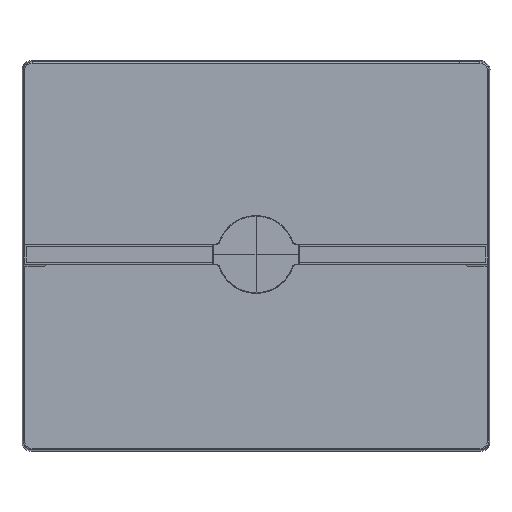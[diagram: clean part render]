
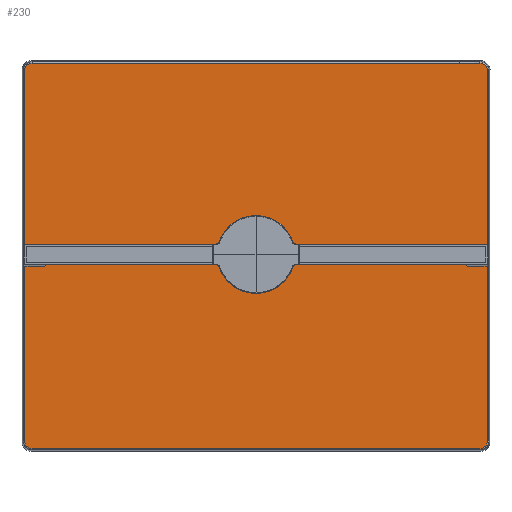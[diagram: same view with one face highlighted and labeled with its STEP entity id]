
A CAD part, top view. The second image highlights one B-rep face of the part: STEP entity #230.
In plain terms, the highlighted planar face has unit normal (0, 0, 1).
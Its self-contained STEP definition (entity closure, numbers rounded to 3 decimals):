
#230=ADVANCED_FACE('',(#470),#3479,.T.);
#470=FACE_OUTER_BOUND('',#724,.T.);
#724=EDGE_LOOP('',(#1452,#1453,#1454,#1455,#1456,#1457,#1458,#1459,#1460,
#1461,#1462));
#1452=ORIENTED_EDGE('',*,*,#2253,.F.);
#1453=ORIENTED_EDGE('',*,*,#2251,.F.);
#1454=ORIENTED_EDGE('',*,*,#2249,.F.);
#1455=ORIENTED_EDGE('',*,*,#2246,.T.);
#1456=ORIENTED_EDGE('',*,*,#2243,.T.);
#1457=ORIENTED_EDGE('',*,*,#2240,.F.);
#1458=ORIENTED_EDGE('',*,*,#2275,.F.);
#1459=ORIENTED_EDGE('',*,*,#2277,.F.);
#1460=ORIENTED_EDGE('',*,*,#2236,.F.);
#1461=ORIENTED_EDGE('',*,*,#2237,.F.);
#1462=ORIENTED_EDGE('',*,*,#2255,.T.);
#2236=EDGE_CURVE('',#3269,#3267,#2681,.T.);
#2237=EDGE_CURVE('',#3270,#3269,#2947,.T.);
#2240=EDGE_CURVE('',#3271,#3272,#2949,.T.);
#2243=EDGE_CURVE('',#3273,#3272,#2952,.T.);
#2246=EDGE_CURVE('',#3275,#3273,#2954,.T.);
#2249=EDGE_CURVE('',#3275,#3276,#2956,.T.);
#2251=EDGE_CURVE('',#3276,#3277,#2958,.T.);
#2253=EDGE_CURVE('',#3277,#3278,#2960,.T.);
#2255=EDGE_CURVE('',#3270,#3278,#2962,.T.);
#2275=EDGE_CURVE('',#3286,#3271,#2971,.T.);
#2277=EDGE_CURVE('',#3267,#3286,#2973,.T.);
#2681=B_SPLINE_CURVE_WITH_KNOTS('',1,(#7828,#7829),.UNSPECIFIED.,.F.,.F.,
(2,2),(0.,157.398),.UNSPECIFIED.);
#2947=(
BOUNDED_CURVE()
B_SPLINE_CURVE(3,(#7830,#7831,#7832,#7833),.UNSPECIFIED.,.F.,.F.)
B_SPLINE_CURVE_WITH_KNOTS((4,4),(628.263,636.073),
 .UNSPECIFIED.)
CURVE()
GEOMETRIC_REPRESENTATION_ITEM()
RATIONAL_B_SPLINE_CURVE((1.,1.,1.,1.))
REPRESENTATION_ITEM('')
);
#2949=(
BOUNDED_CURVE()
B_SPLINE_CURVE(3,(#7840,#7841,#7842,#7843),.UNSPECIFIED.,.F.,.F.)
B_SPLINE_CURVE_WITH_KNOTS((4,4),(802.281,945.299),
 .UNSPECIFIED.)
CURVE()
GEOMETRIC_REPRESENTATION_ITEM()
RATIONAL_B_SPLINE_CURVE((1.,1.,1.,1.))
REPRESENTATION_ITEM('')
);
#2952=(
BOUNDED_CURVE()
B_SPLINE_CURVE(3,(#7852,#7853,#7854,#7855,#7856,#7857,#7858,#7859,#7860,
#7861,#7862,#7863,#7864,#7865),.UNSPECIFIED.,.F.,.F.)
B_SPLINE_CURVE_WITH_KNOTS((4,2,2,2,2,2,4),(-946.299,-946.286,
-946.114,-945.799,-945.581,-945.313,
-945.299),.UNSPECIFIED.)
CURVE()
GEOMETRIC_REPRESENTATION_ITEM()
RATIONAL_B_SPLINE_CURVE((1.,1.,1.,1.,1.,1.,1.,1.,1.,1.,1.,1.,1.,1.))
REPRESENTATION_ITEM('')
);
#2954=(
BOUNDED_CURVE()
B_SPLINE_CURVE(3,(#7872,#7873,#7874,#7875),.UNSPECIFIED.,.F.,.F.)
B_SPLINE_CURVE_WITH_KNOTS((4,4),(-1111.508,-946.299),
 .UNSPECIFIED.)
CURVE()
GEOMETRIC_REPRESENTATION_ITEM()
RATIONAL_B_SPLINE_CURVE((1.,1.,1.,1.))
REPRESENTATION_ITEM('')
);
#2956=(
BOUNDED_CURVE()
B_SPLINE_CURVE(3,(#7885,#7886,#7887,#7888),.UNSPECIFIED.,.F.,.F.)
B_SPLINE_CURVE_WITH_KNOTS((4,4),(1111.508,1119.318),
 .UNSPECIFIED.)
CURVE()
GEOMETRIC_REPRESENTATION_ITEM()
RATIONAL_B_SPLINE_CURVE((1.,1.,1.,1.))
REPRESENTATION_ITEM('')
);
#2958=(
BOUNDED_CURVE()
B_SPLINE_CURVE(3,(#7893,#7894,#7895,#7896,#7897,#7898,#7899,#7900,#7901,
#7902,#7903,#7904,#7905,#7906),.UNSPECIFIED.,.F.,.F.)
B_SPLINE_CURVE_WITH_KNOTS((4,2,2,2,2,2,4),(1119.318,1119.331,
1119.503,1119.818,1120.036,1120.304,1120.318),
 .UNSPECIFIED.)
CURVE()
GEOMETRIC_REPRESENTATION_ITEM()
RATIONAL_B_SPLINE_CURVE((1.,1.,1.,1.,1.,1.,1.,1.,1.,1.,1.,1.,1.,1.))
REPRESENTATION_ITEM('')
);
#2960=(
BOUNDED_CURVE()
B_SPLINE_CURVE(3,(#7911,#7912,#7913,#7914),.UNSPECIFIED.,.F.,.F.)
B_SPLINE_CURVE_WITH_KNOTS((4,4),(1120.318,1263.336),
 .UNSPECIFIED.)
CURVE()
GEOMETRIC_REPRESENTATION_ITEM()
RATIONAL_B_SPLINE_CURVE((1.,1.,1.,1.))
REPRESENTATION_ITEM('')
);
#2962=(
BOUNDED_CURVE()
B_SPLINE_CURVE(3,(#7919,#7920,#7921,#7922,#7923,#7924,#7925,#7926,#7927,
#7928,#7929,#7930,#7931,#7932),.UNSPECIFIED.,.F.,.F.)
B_SPLINE_CURVE_WITH_KNOTS((4,2,2,2,2,2,4),(-628.263,-628.249,
-628.078,-627.763,-627.544,-627.277,
-627.263),.UNSPECIFIED.)
CURVE()
GEOMETRIC_REPRESENTATION_ITEM()
RATIONAL_B_SPLINE_CURVE((1.,1.,1.,1.,1.,1.,1.,1.,1.,1.,1.,1.,1.,1.))
REPRESENTATION_ITEM('')
);
#2971=(
BOUNDED_CURVE()
B_SPLINE_CURVE(3,(#8002,#8003,#8004,#8005,#8006,#8007,#8008,#8009,#8010,
#8011,#8012,#8013,#8014,#8015),.UNSPECIFIED.,.F.,.F.)
B_SPLINE_CURVE_WITH_KNOTS((4,2,2,2,2,2,4),(801.281,801.295,
801.466,801.781,802.,802.267,802.281),
 .UNSPECIFIED.)
CURVE()
GEOMETRIC_REPRESENTATION_ITEM()
RATIONAL_B_SPLINE_CURVE((1.,1.,1.,1.,1.,1.,1.,1.,1.,1.,1.,1.,1.,1.))
REPRESENTATION_ITEM('')
);
#2973=(
BOUNDED_CURVE()
B_SPLINE_CURVE(3,(#8020,#8021,#8022,#8023),.UNSPECIFIED.,.F.,.F.)
B_SPLINE_CURVE_WITH_KNOTS((4,4),(793.471,801.281),
 .UNSPECIFIED.)
CURVE()
GEOMETRIC_REPRESENTATION_ITEM()
RATIONAL_B_SPLINE_CURVE((1.,1.,1.,1.))
REPRESENTATION_ITEM('')
);
#3267=VERTEX_POINT('',#7296);
#3269=VERTEX_POINT('',#7298);
#3270=VERTEX_POINT('',#7299);
#3271=VERTEX_POINT('',#7300);
#3272=VERTEX_POINT('',#7301);
#3273=VERTEX_POINT('',#7302);
#3275=VERTEX_POINT('',#7304);
#3276=VERTEX_POINT('',#7305);
#3277=VERTEX_POINT('',#7306);
#3278=VERTEX_POINT('',#7307);
#3286=VERTEX_POINT('',#7315);
#3479=PLANE('',#3735);
#3735=AXIS2_PLACEMENT_3D('',#6682,#3833,$);
#3833=DIRECTION('',(0.,0.,1.));
#6682=CARTESIAN_POINT('',(-91.299,75.999,25.));
#7296=CARTESIAN_POINT('',(-78.699,-74.509,25.));
#7298=CARTESIAN_POINT('',(78.699,-74.509,25.));
#7299=CARTESIAN_POINT('',(86.509,-74.509,25.));
#7300=CARTESIAN_POINT('',(-89.509,-71.509,25.));
#7301=CARTESIAN_POINT('',(-89.509,71.509,25.));
#7302=CARTESIAN_POINT('',(-86.509,74.509,25.));
#7304=CARTESIAN_POINT('',(78.699,74.509,25.));
#7305=CARTESIAN_POINT('',(86.509,74.509,25.));
#7306=CARTESIAN_POINT('',(89.509,71.509,25.));
#7307=CARTESIAN_POINT('',(89.509,-71.509,25.));
#7315=CARTESIAN_POINT('',(-86.509,-74.509,25.));
#7828=CARTESIAN_POINT('',(78.699,-74.509,25.));
#7829=CARTESIAN_POINT('',(-78.699,-74.509,25.));
#7830=CARTESIAN_POINT('',(86.509,-74.509,25.));
#7831=CARTESIAN_POINT('',(83.906,-74.509,25.));
#7832=CARTESIAN_POINT('',(81.302,-74.509,25.));
#7833=CARTESIAN_POINT('',(78.699,-74.509,25.));
#7840=CARTESIAN_POINT('',(-89.509,-71.509,25.));
#7841=CARTESIAN_POINT('',(-89.509,-23.836,25.));
#7842=CARTESIAN_POINT('',(-89.509,23.836,25.));
#7843=CARTESIAN_POINT('',(-89.509,71.509,25.));
#7852=CARTESIAN_POINT('',(-86.509,74.509,25.));
#7853=CARTESIAN_POINT('',(-86.531,74.509,25.));
#7854=CARTESIAN_POINT('',(-86.552,74.508,25.));
#7855=CARTESIAN_POINT('',(-86.842,74.502,25.));
#7856=CARTESIAN_POINT('',(-87.109,74.46,25.));
#7857=CARTESIAN_POINT('',(-87.845,74.241,25.));
#7858=CARTESIAN_POINT('',(-88.278,73.982,25.));
#7859=CARTESIAN_POINT('',(-88.874,73.387,25.));
#7860=CARTESIAN_POINT('',(-89.074,73.103,25.));
#7861=CARTESIAN_POINT('',(-89.401,72.409,25.));
#7862=CARTESIAN_POINT('',(-89.499,71.994,25.));
#7863=CARTESIAN_POINT('',(-89.508,71.552,25.));
#7864=CARTESIAN_POINT('',(-89.509,71.531,25.));
#7865=CARTESIAN_POINT('',(-89.509,71.509,25.));
#7872=CARTESIAN_POINT('',(78.699,74.509,25.));
#7873=CARTESIAN_POINT('',(23.63,74.509,25.));
#7874=CARTESIAN_POINT('',(-31.44,74.509,25.));
#7875=CARTESIAN_POINT('',(-86.509,74.509,25.));
#7885=CARTESIAN_POINT('',(78.699,74.509,25.));
#7886=CARTESIAN_POINT('',(81.302,74.509,25.));
#7887=CARTESIAN_POINT('',(83.906,74.509,25.));
#7888=CARTESIAN_POINT('',(86.509,74.509,25.));
#7893=CARTESIAN_POINT('',(86.509,74.509,25.));
#7894=CARTESIAN_POINT('',(86.531,74.509,25.));
#7895=CARTESIAN_POINT('',(86.552,74.508,25.));
#7896=CARTESIAN_POINT('',(86.842,74.502,25.));
#7897=CARTESIAN_POINT('',(87.109,74.46,25.));
#7898=CARTESIAN_POINT('',(87.845,74.241,25.));
#7899=CARTESIAN_POINT('',(88.278,73.982,25.));
#7900=CARTESIAN_POINT('',(88.874,73.387,25.));
#7901=CARTESIAN_POINT('',(89.074,73.103,25.));
#7902=CARTESIAN_POINT('',(89.401,72.409,25.));
#7903=CARTESIAN_POINT('',(89.499,71.994,25.));
#7904=CARTESIAN_POINT('',(89.508,71.552,25.));
#7905=CARTESIAN_POINT('',(89.509,71.531,25.));
#7906=CARTESIAN_POINT('',(89.509,71.509,25.));
#7911=CARTESIAN_POINT('',(89.509,71.509,25.));
#7912=CARTESIAN_POINT('',(89.509,23.836,25.));
#7913=CARTESIAN_POINT('',(89.509,-23.836,25.));
#7914=CARTESIAN_POINT('',(89.509,-71.509,25.));
#7919=CARTESIAN_POINT('',(86.509,-74.509,25.));
#7920=CARTESIAN_POINT('',(86.531,-74.509,25.));
#7921=CARTESIAN_POINT('',(86.552,-74.508,25.));
#7922=CARTESIAN_POINT('',(86.842,-74.502,25.));
#7923=CARTESIAN_POINT('',(87.109,-74.46,25.));
#7924=CARTESIAN_POINT('',(87.845,-74.241,25.));
#7925=CARTESIAN_POINT('',(88.278,-73.982,25.));
#7926=CARTESIAN_POINT('',(88.874,-73.387,25.));
#7927=CARTESIAN_POINT('',(89.074,-73.103,25.));
#7928=CARTESIAN_POINT('',(89.401,-72.409,25.));
#7929=CARTESIAN_POINT('',(89.499,-71.994,25.));
#7930=CARTESIAN_POINT('',(89.508,-71.552,25.));
#7931=CARTESIAN_POINT('',(89.509,-71.531,25.));
#7932=CARTESIAN_POINT('',(89.509,-71.509,25.));
#8002=CARTESIAN_POINT('',(-86.509,-74.509,25.));
#8003=CARTESIAN_POINT('',(-86.531,-74.509,25.));
#8004=CARTESIAN_POINT('',(-86.552,-74.508,25.));
#8005=CARTESIAN_POINT('',(-86.842,-74.502,25.));
#8006=CARTESIAN_POINT('',(-87.109,-74.46,25.));
#8007=CARTESIAN_POINT('',(-87.845,-74.241,25.));
#8008=CARTESIAN_POINT('',(-88.278,-73.982,25.));
#8009=CARTESIAN_POINT('',(-88.874,-73.387,25.));
#8010=CARTESIAN_POINT('',(-89.074,-73.103,25.));
#8011=CARTESIAN_POINT('',(-89.401,-72.409,25.));
#8012=CARTESIAN_POINT('',(-89.499,-71.994,25.));
#8013=CARTESIAN_POINT('',(-89.508,-71.552,25.));
#8014=CARTESIAN_POINT('',(-89.509,-71.531,25.));
#8015=CARTESIAN_POINT('',(-89.509,-71.509,25.));
#8020=CARTESIAN_POINT('',(-78.699,-74.509,25.));
#8021=CARTESIAN_POINT('',(-81.302,-74.509,25.));
#8022=CARTESIAN_POINT('',(-83.906,-74.509,25.));
#8023=CARTESIAN_POINT('',(-86.509,-74.509,25.));
